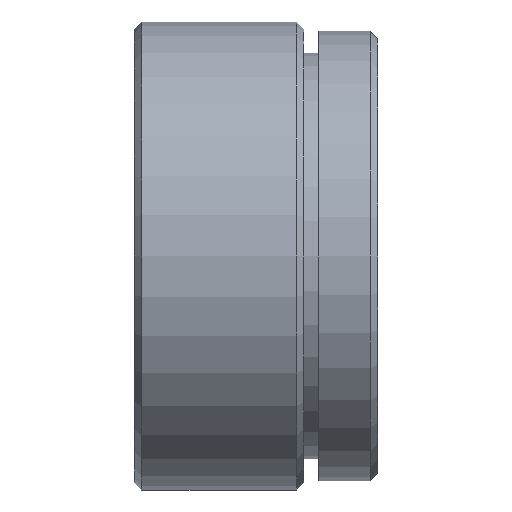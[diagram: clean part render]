
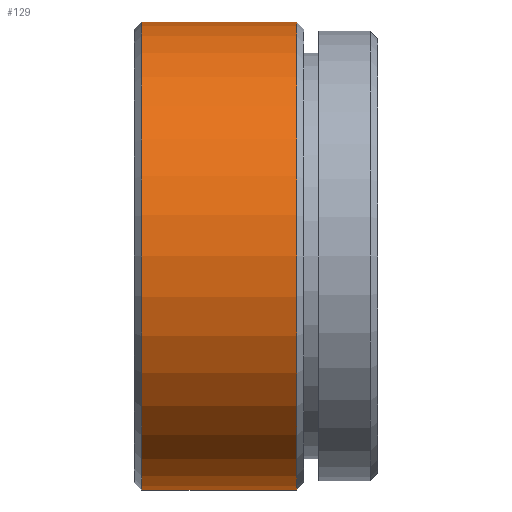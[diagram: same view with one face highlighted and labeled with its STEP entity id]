
A CAD part, left-side view. The second image highlights one B-rep face of the part: STEP entity #129.
In plain terms, the highlighted cylindrical face has radius 15.875 mm (diameter 31.75 mm), a partial arc.
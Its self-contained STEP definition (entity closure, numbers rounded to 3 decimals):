
#15 = CARTESIAN_POINT ( 'NONE',  ( 0., 0., 15.875 ) ) ;
#25 = VECTOR ( 'NONE', #277, 1000. ) ;
#29 = CARTESIAN_POINT ( 'NONE',  ( 0., 16., 0. ) ) ;
#126 = VERTEX_POINT ( 'NONE', #407 ) ;
#129 = ADVANCED_FACE ( 'NONE', ( #350 ), #534, .T. ) ;
#184 = VERTEX_POINT ( 'NONE', #417 ) ;
#198 = DIRECTION ( 'NONE',  ( 0., -1., 0. ) ) ;
#277 = DIRECTION ( 'NONE',  ( 0., -1., 0. ) ) ;
#348 = VECTOR ( 'NONE', #672, 1000. ) ;
#349 = EDGE_LOOP ( 'NONE', ( #541, #565, #361, #540 ) ) ;
#350 = FACE_OUTER_BOUND ( 'NONE', #349, .T. ) ;
#359 = EDGE_CURVE ( 'NONE', #831, #675, #603, .T. ) ;
#361 = ORIENTED_EDGE ( 'NONE', *, *, #578, .T. ) ;
#398 = CARTESIAN_POINT ( 'NONE',  ( 0., 5.5, 0. ) ) ;
#403 = CARTESIAN_POINT ( 'NONE',  ( 0., 5.5, 15.875 ) ) ;
#407 = CARTESIAN_POINT ( 'NONE',  ( 0., 16., -15.875 ) ) ;
#417 = CARTESIAN_POINT ( 'NONE',  ( 0., 5.5, -15.875 ) ) ;
#429 = AXIS2_PLACEMENT_3D ( 'NONE', #398, #748, #471 ) ;
#457 = AXIS2_PLACEMENT_3D ( 'NONE', #29, #198, #545 ) ;
#458 = DIRECTION ( 'NONE',  ( 0., 0., -1. ) ) ;
#466 = EDGE_CURVE ( 'NONE', #831, #126, #510, .T. ) ;
#467 = CIRCLE ( 'NONE', #429, 15.875 ) ;
#471 = DIRECTION ( 'NONE',  ( 0., 0., -1. ) ) ;
#478 = EDGE_CURVE ( 'NONE', #184, #675, #467, .T. ) ;
#510 = CIRCLE ( 'NONE', #457, 15.875 ) ;
#534 = CYLINDRICAL_SURFACE ( 'NONE', #694, 15.875 ) ;
#540 = ORIENTED_EDGE ( 'NONE', *, *, #478, .T. ) ;
#541 = ORIENTED_EDGE ( 'NONE', *, *, #359, .F. ) ;
#545 = DIRECTION ( 'NONE',  ( 0., 0., 1. ) ) ;
#551 = CARTESIAN_POINT ( 'NONE',  ( 0., 0., -15.875 ) ) ;
#565 = ORIENTED_EDGE ( 'NONE', *, *, #466, .T. ) ;
#578 = EDGE_CURVE ( 'NONE', #126, #184, #741, .T. ) ;
#580 = DIRECTION ( 'NONE',  ( 0., -1., 0. ) ) ;
#592 = CARTESIAN_POINT ( 'NONE',  ( 0., 0., 0. ) ) ;
#603 = LINE ( 'NONE', #15, #348 ) ;
#672 = DIRECTION ( 'NONE',  ( 0., -1., 0. ) ) ;
#675 = VERTEX_POINT ( 'NONE', #403 ) ;
#694 = AXIS2_PLACEMENT_3D ( 'NONE', #592, #580, #458 ) ;
#741 = LINE ( 'NONE', #551, #25 ) ;
#748 = DIRECTION ( 'NONE',  ( 0., 1., 0. ) ) ;
#775 = CARTESIAN_POINT ( 'NONE',  ( 0., 16., 15.875 ) ) ;
#831 = VERTEX_POINT ( 'NONE', #775 ) ;
